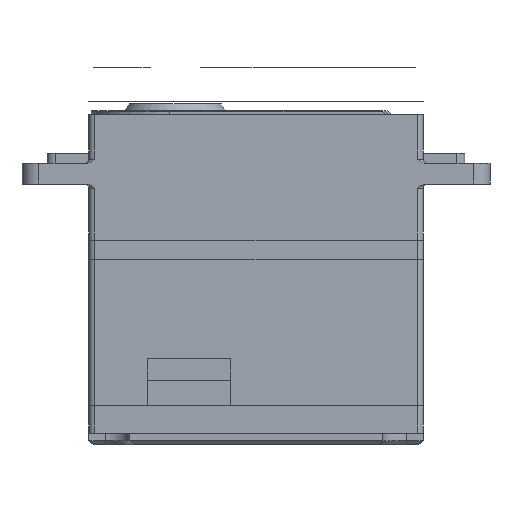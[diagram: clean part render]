
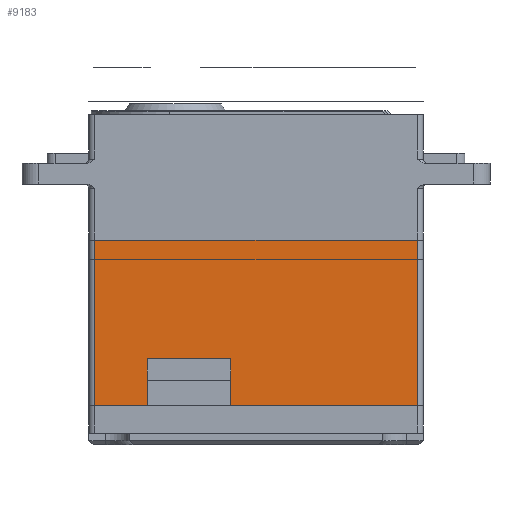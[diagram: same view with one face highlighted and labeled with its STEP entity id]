
A CAD part, front view. The second image highlights one B-rep face of the part: STEP entity #9183.
In plain terms, the highlighted planar face has unit normal (0, -1, 0).
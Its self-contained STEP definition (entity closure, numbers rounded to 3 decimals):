
#8581=DIRECTION('',(1.,0.,0.));
#8582=VECTOR('',#8581,22.3);
#8583=CARTESIAN_POINT('',(-3.,-10.,-17.5));
#8584=LINE('',#8583,#8582);
#8625=DIRECTION('',(1.,0.,0.));
#8626=VECTOR('',#8625,6.3);
#8627=CARTESIAN_POINT('',(-19.3,-10.,-17.5));
#8628=LINE('',#8627,#8626);
#8645=DIRECTION('',(0.,0.,-1.));
#8646=VECTOR('',#8645,5.6);
#8647=CARTESIAN_POINT('',(-3.,-10.,-11.9));
#8648=LINE('',#8647,#8646);
#8657=DIRECTION('',(1.,0.,0.));
#8658=VECTOR('',#8657,10.);
#8659=CARTESIAN_POINT('',(-13.,-10.,-11.9));
#8660=LINE('',#8659,#8658);
#8661=DIRECTION('',(0.,0.,-1.));
#8662=VECTOR('',#8661,5.6);
#8663=CARTESIAN_POINT('',(-13.,-10.,-11.9));
#8664=LINE('',#8663,#8662);
#8665=DIRECTION('',(0.,0.,-1.));
#8666=VECTOR('',#8665,2.3);
#8667=CARTESIAN_POINT('',(-19.3,-10.,2.3));
#8668=LINE('',#8667,#8666);
#8669=DIRECTION('',(0.,0.,-1.));
#8670=VECTOR('',#8669,17.5);
#8671=CARTESIAN_POINT('',(-19.3,-10.,0.));
#8672=LINE('',#8671,#8670);
#8715=DIRECTION('',(-1.,0.,0.));
#8716=VECTOR('',#8715,38.6);
#8717=CARTESIAN_POINT('',(19.3,-10.,2.3));
#8718=LINE('',#8717,#8716);
#8773=DIRECTION('',(0.,0.,1.));
#8774=VECTOR('',#8773,17.5);
#8775=CARTESIAN_POINT('',(19.3,-10.,-17.5));
#8776=LINE('',#8775,#8774);
#8777=DIRECTION('',(0.,0.,1.));
#8778=VECTOR('',#8777,2.3);
#8779=CARTESIAN_POINT('',(19.3,-10.,0.));
#8780=LINE('',#8779,#8778);
#8887=CARTESIAN_POINT('',(-3.,-10.,-11.9));
#8888=VERTEX_POINT('',#8887);
#8889=CARTESIAN_POINT('',(-3.,-10.,-17.5));
#8890=VERTEX_POINT('',#8889);
#8907=CARTESIAN_POINT('',(-13.,-10.,-17.5));
#8908=VERTEX_POINT('',#8907);
#8909=CARTESIAN_POINT('',(19.3,-10.,-17.5));
#8910=VERTEX_POINT('',#8909);
#8919=CARTESIAN_POINT('',(-19.3,-10.,-17.5));
#8920=VERTEX_POINT('',#8919);
#8921=CARTESIAN_POINT('',(-13.,-10.,-11.9));
#8922=VERTEX_POINT('',#8921);
#8925=CARTESIAN_POINT('',(-19.3,-10.,0.));
#8926=VERTEX_POINT('',#8925);
#8927=CARTESIAN_POINT('',(-19.3,-10.,2.3));
#8928=VERTEX_POINT('',#8927);
#8929=CARTESIAN_POINT('',(19.3,-10.,2.3));
#8930=VERTEX_POINT('',#8929);
#8931=CARTESIAN_POINT('',(19.3,-10.,0.));
#8932=VERTEX_POINT('',#8931);
#9161=CARTESIAN_POINT('',(0.,-10.,1.15));
#9162=DIRECTION('',(0.,1.,0.));
#9163=DIRECTION('',(-1.,0.,0.));
#9164=AXIS2_PLACEMENT_3D('',#9161,#9162,#9163);
#9165=PLANE('',#9164);
#9166=ORIENTED_EDGE('',*,*,#9142,.F.);
#9167=ORIENTED_EDGE('',*,*,#9155,.F.);
#9168=ORIENTED_EDGE('',*,*,#9113,.T.);
#9169=ORIENTED_EDGE('',*,*,#9100,.F.);
#9171=ORIENTED_EDGE('',*,*,#9170,.F.);
#9173=ORIENTED_EDGE('',*,*,#9172,.F.);
#9175=ORIENTED_EDGE('',*,*,#9174,.F.);
#9177=ORIENTED_EDGE('',*,*,#9176,.F.);
#9179=ORIENTED_EDGE('',*,*,#9178,.F.);
#9180=ORIENTED_EDGE('',*,*,#9082,.F.);
#9181=EDGE_LOOP('',(#9166,#9167,#9168,#9169,#9171,#9173,#9175,#9177,#9179,
#9180));
#9182=FACE_OUTER_BOUND('',#9181,.F.);
#9183=ADVANCED_FACE('',(#9182),#9165,.F.);
#9082=EDGE_CURVE('',#8890,#8910,#8584,.T.);
#9100=EDGE_CURVE('',#8920,#8908,#8628,.T.);
#9113=EDGE_CURVE('',#8922,#8908,#8664,.T.);
#9142=EDGE_CURVE('',#8888,#8890,#8648,.T.);
#9155=EDGE_CURVE('',#8922,#8888,#8660,.T.);
#9170=EDGE_CURVE('',#8926,#8920,#8672,.T.);
#9172=EDGE_CURVE('',#8928,#8926,#8668,.T.);
#9174=EDGE_CURVE('',#8930,#8928,#8718,.T.);
#9176=EDGE_CURVE('',#8932,#8930,#8780,.T.);
#9178=EDGE_CURVE('',#8910,#8932,#8776,.T.);
